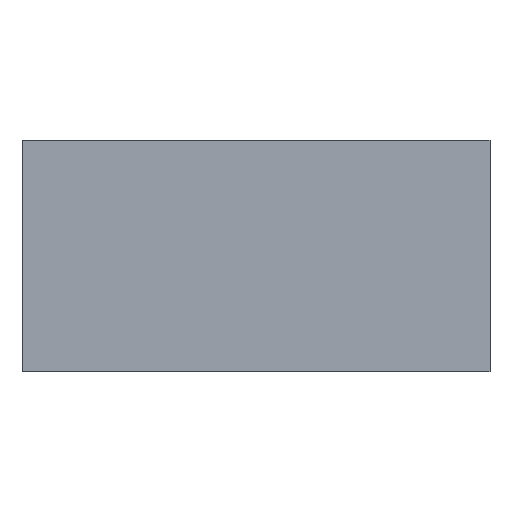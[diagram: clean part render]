
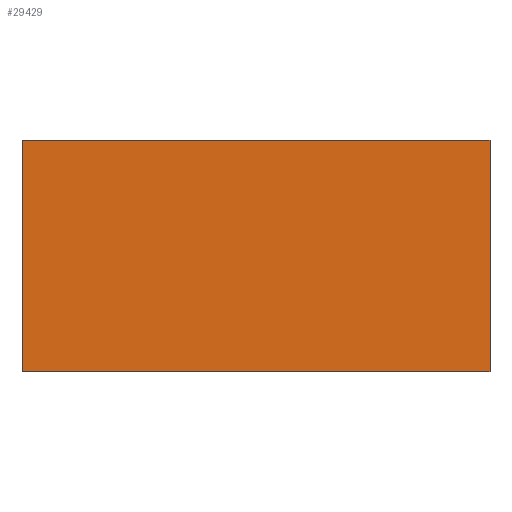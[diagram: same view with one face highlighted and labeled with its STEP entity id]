
A CAD part, front view. The second image highlights one B-rep face of the part: STEP entity #29429.
In plain terms, the highlighted face is planar.
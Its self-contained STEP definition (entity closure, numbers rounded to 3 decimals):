
#2947=LINE('',#43668,#5706);
#2951=LINE('',#43676,#5710);
#2952=LINE('',#43678,#5711);
#2953=LINE('',#43680,#5712);
#5706=VECTOR('',#35854,1000.);
#5710=VECTOR('',#35860,1000.);
#5711=VECTOR('',#35863,1000.);
#5712=VECTOR('',#35864,1000.);
#12196=ORIENTED_EDGE('',*,*,#15360,.T.);
#12197=ORIENTED_EDGE('',*,*,#15359,.F.);
#12198=ORIENTED_EDGE('',*,*,#15355,.F.);
#12199=ORIENTED_EDGE('',*,*,#15361,.T.);
#15355=EDGE_CURVE('',#17465,#17466,#2947,.T.);
#15359=EDGE_CURVE('',#17466,#17467,#2951,.T.);
#15360=EDGE_CURVE('',#17469,#17467,#2952,.T.);
#15361=EDGE_CURVE('',#17465,#17469,#2953,.T.);
#17465=VERTEX_POINT('',#43667);
#17466=VERTEX_POINT('',#43669);
#17467=VERTEX_POINT('',#43673);
#17469=VERTEX_POINT('',#43679);
#18780=EDGE_LOOP('',(#12196,#12197,#12198,#12199));
#19889=FACE_BOUND('',#18780,.T.);
#20794=PLANE('',#30660);
#29429=ADVANCED_FACE('',(#19889),#20794,.F.);
#30660=AXIS2_PLACEMENT_3D('',#43677,#35861,#35862);
#35854=DIRECTION('',(0.,1.,0.));
#35860=DIRECTION('',(0.,0.,-1.));
#35861=DIRECTION('',(-1.,0.,0.));
#35862=DIRECTION('',(0.,0.,1.));
#35863=DIRECTION('',(0.,1.,0.));
#35864=DIRECTION('',(0.,0.,-1.));
#43667=CARTESIAN_POINT('',(5.5,-3.,2.97));
#43668=CARTESIAN_POINT('',(5.5,-3.,2.97));
#43669=CARTESIAN_POINT('',(5.5,3.,2.97));
#43673=CARTESIAN_POINT('',(5.5,3.,0.));
#43676=CARTESIAN_POINT('',(5.5,3.,0.27));
#43677=CARTESIAN_POINT('',(5.5,-3.,0.27));
#43678=CARTESIAN_POINT('',(5.5,-3.,0.));
#43679=CARTESIAN_POINT('',(5.5,-3.,0.));
#43680=CARTESIAN_POINT('',(5.5,-3.,0.27));
